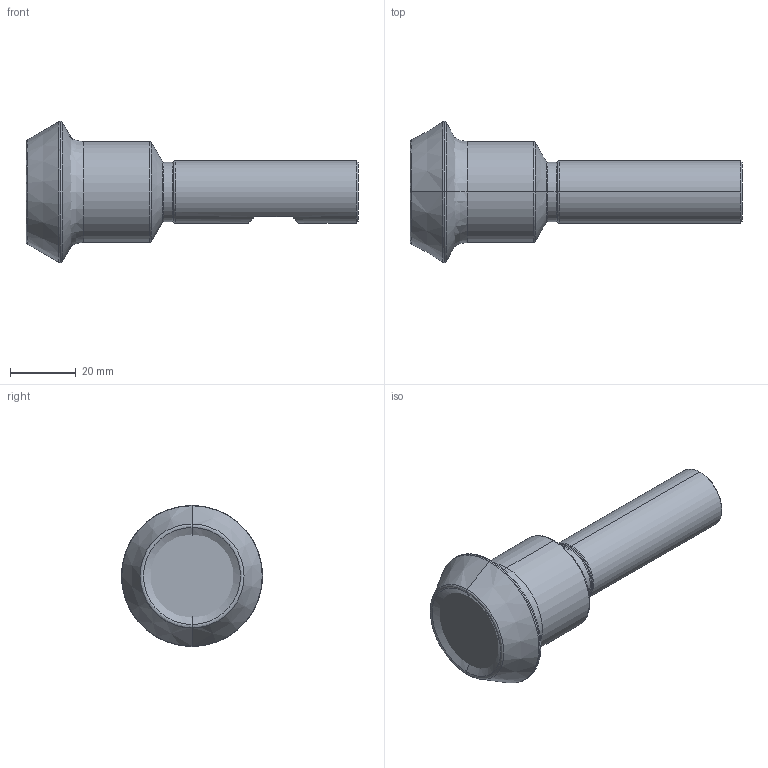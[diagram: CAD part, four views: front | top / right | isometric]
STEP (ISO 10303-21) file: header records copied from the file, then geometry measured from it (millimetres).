
FILE_DESCRIPTION (( 'STEP AP203' ), '1' );
FILE_NAME ('01-0762.STEP', '2024-02-06T17:08:43', ( '' ), ( '' ), 'SwSTEP 2.0', 'SolidWorks 2022', '' );
FILE_SCHEMA (( 'CONFIG_CONTROL_DESIGN' ));
Length unit declared in the file: inch
Products named in the file (3): duan19447370mf9o; 01-0762; duan19447370mf9o_2
Assembly tree (2 placements, depth 2):
  01-0762
    duan19447370mf9o
    duan19447370mf9o_2
Bounding box: 101.31 x 43.07 x 43.07 mm (x, y, z)
Volume: 63137 mm3; surface area: 13450.7 mm2
Topology: 2 solids, 2 shells, 61 faces, 129 edges, 69 vertices
Faces by surface type: bspline 26, cone 22, cylinder 8, plane 5
Entity records: 2212 total; most frequent: CARTESIAN_POINT 670, DIRECTION 287, ORIENTED_EDGE 254, EDGE_CURVE 127, AXIS2_PLACEMENT_3D 126, CIRCLE 86, VERTEX_POINT 69, EDGE_LOOP 62
